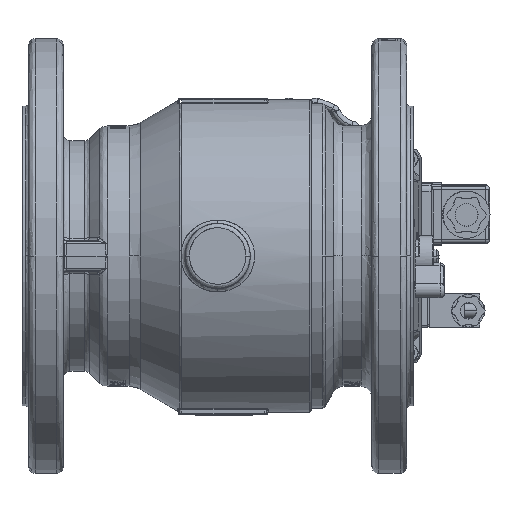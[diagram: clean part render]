
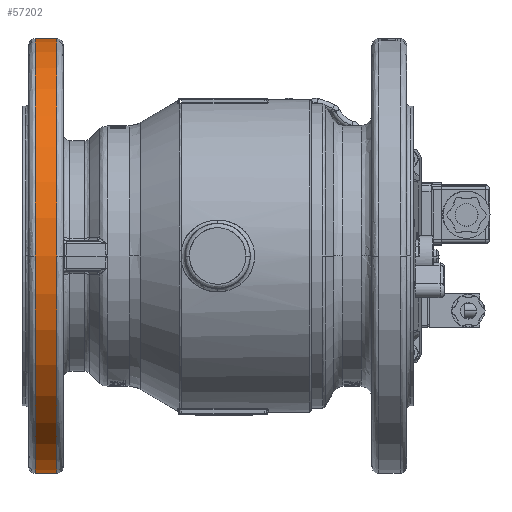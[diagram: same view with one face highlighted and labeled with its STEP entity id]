
A CAD part, front view. The second image highlights one B-rep face of the part: STEP entity #57202.
In plain terms, the highlighted cylindrical face has radius 100 mm (diameter 200 mm), a partial arc.
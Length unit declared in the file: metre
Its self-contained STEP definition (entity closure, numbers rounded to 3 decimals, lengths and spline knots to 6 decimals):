
#3723 = EDGE_CURVE ( 'NONE', #4790, #30545, #40869, .T. ) ;
#3855 = CARTESIAN_POINT ( 'NONE',  ( -0.124066, -0.052623, 0.2255 ) ) ;
#4790 = VERTEX_POINT ( 'NONE', #41012 ) ;
#5843 = EDGE_CURVE ( 'NONE', #30545, #42393, #89634, .T. ) ;
#18444 = DIRECTION ( 'NONE',  ( 0., 0., 1. ) ) ;
#19386 = AXIS2_PLACEMENT_3D ( 'NONE', #61247, #138761, #126031 ) ;
#20565 = CARTESIAN_POINT ( 'NONE',  ( -0.134066, -0.052623, 0.2255 ) ) ;
#22841 = EDGE_CURVE ( 'NONE', #42393, #71799, #72306, .T. ) ;
#23706 = AXIS2_PLACEMENT_3D ( 'NONE', #3855, #122808, #47323 ) ;
#30545 = VERTEX_POINT ( 'NONE', #59781 ) ;
#30574 = CARTESIAN_POINT ( 'NONE',  ( -0.134066, -0.052623, 0.3255 ) ) ;
#37784 = CIRCLE ( 'NONE', #117347, 0.1 ) ;
#37999 = ORIENTED_EDGE ( 'NONE', *, *, #66150, .T. ) ;
#39750 = ORIENTED_EDGE ( 'NONE', *, *, #22841, .T. ) ;
#40869 = LINE ( 'NONE', #84224, #41651 ) ;
#41012 = CARTESIAN_POINT ( 'NONE',  ( -0.134066, -0.052623, 0.1255 ) ) ;
#41651 = VECTOR ( 'NONE', #54318, 1. ) ;
#42393 = VERTEX_POINT ( 'NONE', #84946 ) ;
#47323 = DIRECTION ( 'NONE',  ( 0., 0., 1. ) ) ;
#54318 = DIRECTION ( 'NONE',  ( 1., 0., 0. ) ) ;
#57202 = ADVANCED_FACE ( 'NONE', ( #91127 ), #101176, .T. ) ;
#59781 = CARTESIAN_POINT ( 'NONE',  ( -0.124066, -0.052623, 0.1255 ) ) ;
#61247 = CARTESIAN_POINT ( 'NONE',  ( -0.129066, -0.052623, 0.2255 ) ) ;
#64643 = ORIENTED_EDGE ( 'NONE', *, *, #3723, .T. ) ;
#66150 = EDGE_CURVE ( 'NONE', #71799, #4790, #37784, .T. ) ;
#71408 = ORIENTED_EDGE ( 'NONE', *, *, #5843, .T. ) ;
#71799 = VERTEX_POINT ( 'NONE', #30574 ) ;
#72306 = LINE ( 'NONE', #74405, #136482 ) ;
#74405 = CARTESIAN_POINT ( 'NONE',  ( -0.129066, -0.052623, 0.3255 ) ) ;
#84224 = CARTESIAN_POINT ( 'NONE',  ( -0.129066, -0.052623, 0.1255 ) ) ;
#84946 = CARTESIAN_POINT ( 'NONE',  ( -0.124066, -0.052623, 0.3255 ) ) ;
#88080 = EDGE_LOOP ( 'NONE', ( #37999, #64643, #71408, #39750 ) ) ;
#89634 = CIRCLE ( 'NONE', #23706, 0.1 ) ;
#91127 = FACE_OUTER_BOUND ( 'NONE', #88080, .T. ) ;
#101176 = CYLINDRICAL_SURFACE ( 'NONE', #19386, 0.1 ) ;
#107486 = DIRECTION ( 'NONE',  ( 1., 0., 0. ) ) ;
#115805 = DIRECTION ( 'NONE',  ( -1., 0., 0. ) ) ;
#117347 = AXIS2_PLACEMENT_3D ( 'NONE', #20565, #107486, #18444 ) ;
#122808 = DIRECTION ( 'NONE',  ( -1., 0., 0. ) ) ;
#126031 = DIRECTION ( 'NONE',  ( 0., 0., 1. ) ) ;
#136482 = VECTOR ( 'NONE', #115805, 1. ) ;
#138761 = DIRECTION ( 'NONE',  ( -1., 0., 0. ) ) ;
